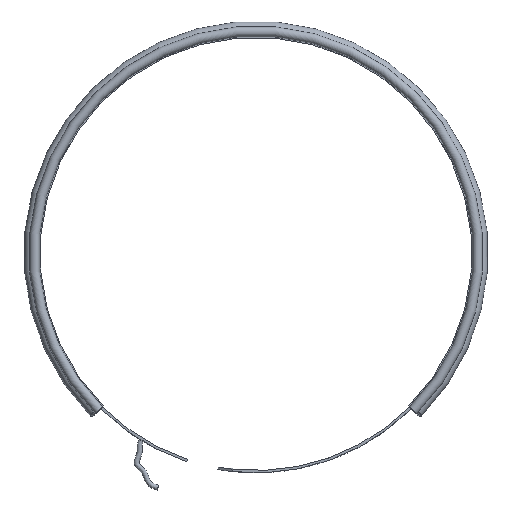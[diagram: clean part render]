
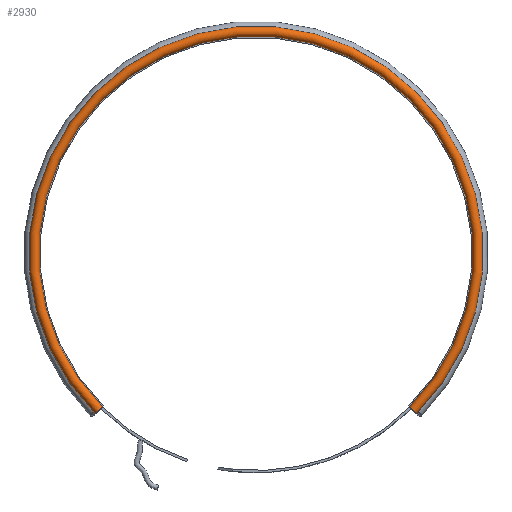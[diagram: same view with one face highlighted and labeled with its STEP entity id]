
A CAD part, front view. The second image highlights one B-rep face of the part: STEP entity #2930.
In plain terms, the highlighted toroidal (fillet/blend) face has major radius 89.5 mm and minor radius 2 mm.
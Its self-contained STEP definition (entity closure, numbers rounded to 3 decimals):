
#54=CARTESIAN_POINT('',(-63.286,-8.5,-63.286));
#55=DIRECTION('',(-0.707,0.,0.707));
#56=DIRECTION('',(-0.707,0.,-0.707));
#57=AXIS2_PLACEMENT_3D('',#54,#55,#56);
#560=CARTESIAN_POINT('',(63.286,-8.5,-63.286));
#561=DIRECTION('',(-0.707,0.,-0.707));
#562=DIRECTION('',(0.707,0.,-0.707));
#563=AXIS2_PLACEMENT_3D('',#560,#561,#562);
#628=CARTESIAN_POINT('',(0.,-8.5,0.));
#629=DIRECTION('',(0.,1.,0.));
#630=DIRECTION('',(-0.707,0.,-0.707));
#631=AXIS2_PLACEMENT_3D('',#628,#629,#630);
#1074=CARTESIAN_POINT('',(0.,-8.5,0.));
#1075=DIRECTION('',(0.,1.,0.));
#1076=DIRECTION('',(-0.707,0.,-0.707));
#1077=AXIS2_PLACEMENT_3D('',#1074,#1075,#1076);
#1669=CARTESIAN_POINT('',(-64.7,-8.5,-64.7));
#1671=VERTEX_POINT('',#1669);
#1685=CARTESIAN_POINT('',(64.7,-8.5,-64.7));
#1687=VERTEX_POINT('',#1685);
#1720=CARTESIAN_POINT('',(61.872,-8.5,-61.872));
#1722=VERTEX_POINT('',#1720);
#2072=CARTESIAN_POINT('',(-61.872,-8.5,-61.872));
#2074=VERTEX_POINT('',#2072);
#2919=CARTESIAN_POINT('',(0.,-8.5,0.));
#2920=DIRECTION('',(0.,1.,0.));
#2921=DIRECTION('',(0.707,0.,0.707));
#2922=AXIS2_PLACEMENT_3D('',#2919,#2920,#2921);
#2923=TOROIDAL_SURFACE('',#2922,89.5,2.);
#2924=ORIENTED_EDGE('',*,*,#2172,.F.);
#2925=ORIENTED_EDGE('',*,*,#2133,.T.);
#2926=ORIENTED_EDGE('',*,*,#2518,.T.);
#2927=ORIENTED_EDGE('',*,*,#2601,.F.);
#2928=EDGE_LOOP('',(#2924,#2925,#2926,#2927));
#2929=FACE_OUTER_BOUND('',#2928,.F.);
#2930=ADVANCED_FACE('',(#2929),#2923,.T.);
#58=CIRCLE('',#57,2.);
#564=CIRCLE('',#563,2.);
#632=CIRCLE('',#631,87.5);
#1078=CIRCLE('',#1077,91.5);
#2133=EDGE_CURVE('',#1671,#1687,#1078,.T.);
#2172=EDGE_CURVE('',#1671,#2074,#58,.T.);
#2518=EDGE_CURVE('',#1687,#1722,#564,.T.);
#2601=EDGE_CURVE('',#2074,#1722,#632,.T.);
